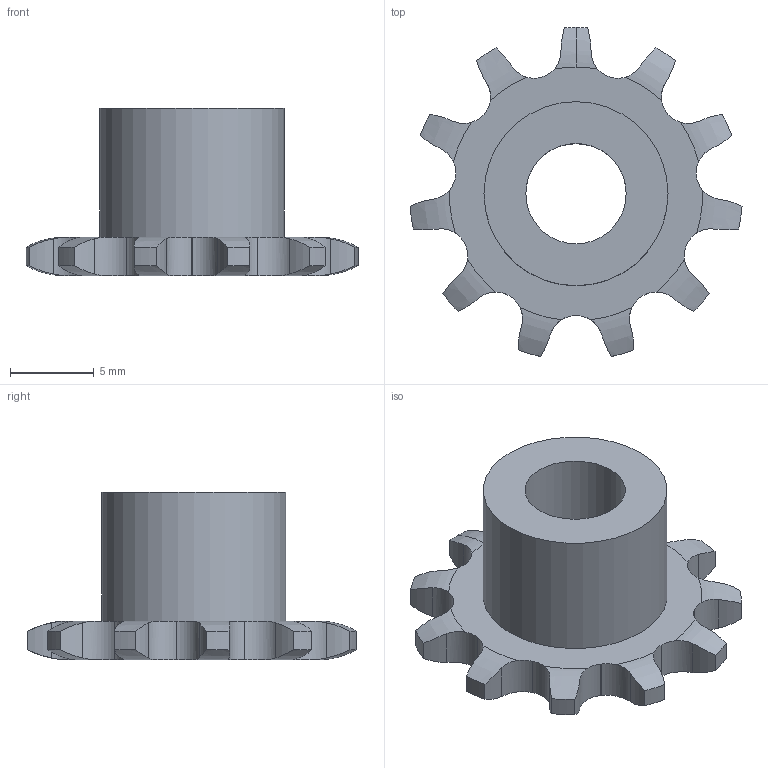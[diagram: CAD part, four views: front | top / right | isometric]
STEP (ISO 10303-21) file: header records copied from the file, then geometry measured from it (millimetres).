
FILE_DESCRIPTION(('FreeCAD Model'),'2;1');
FILE_NAME('Open CASCADE Shape Model','2021-02-24T18:57:00',('Author'),( ''),'Open CASCADE STEP processor 7.4','FreeCAD','Unknown');
FILE_SCHEMA(('AUTOMOTIVE_DESIGN { 1 0 10303 214 1 1 1 1 }'));
Length unit declared in the file: millimetre
Products named in the file (1): Hole
Bounding box: 19.85 x 19.67 x 10 mm (x, y, z)
Volume: 947.8 mm3; surface area: 1021.9 mm2
Topology: 1 solids, 1 shells, 106 faces, 309 edges, 206 vertices
Faces by surface type: cylinder 57, plane 25, revolution 24
Full cylindrical faces by diameter (mm): 6 x1, 11 x1
Entity records: 10132 total; most frequent: CARTESIAN_POINT 4406, DIRECTION 941, ORIENTED_EDGE 618, PCURVE 618, DEFINITIONAL_REPRESENTATION 618, LINE 471, VECTOR 471, EDGE_CURVE 309
